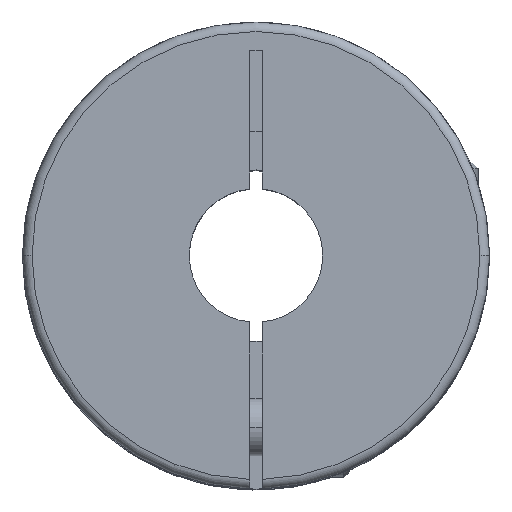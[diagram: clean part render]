
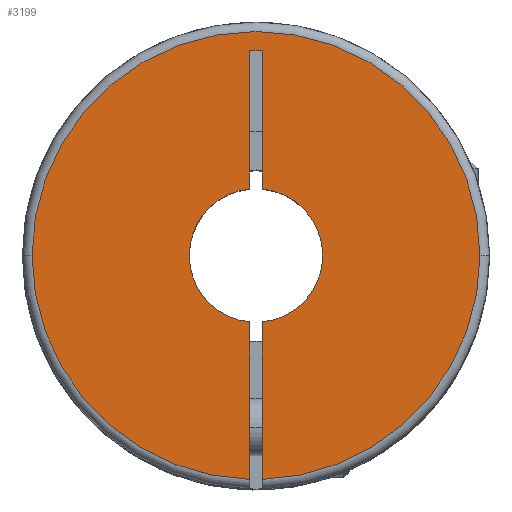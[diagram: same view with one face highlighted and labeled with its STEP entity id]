
A CAD part, top view. The second image highlights one B-rep face of the part: STEP entity #3199.
In plain terms, the highlighted planar face has unit normal (0, 0, 1).
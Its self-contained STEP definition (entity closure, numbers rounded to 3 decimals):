
#4 = CARTESIAN_POINT ( 'NONE',  ( 0., 0., 0. ) ) ;
#5 = CIRCLE ( 'NONE', #3668, 23.5 ) ;
#88 = EDGE_CURVE ( 'NONE', #1287, #751, #3069, .T. ) ;
#99 = DIRECTION ( 'NONE',  ( -1., 0., 0. ) ) ;
#155 = VERTEX_POINT ( 'NONE', #397 ) ;
#169 = ORIENTED_EDGE ( 'NONE', *, *, #3905, .F. ) ;
#245 = VECTOR ( 'NONE', #2301, 1000. ) ;
#329 = VECTOR ( 'NONE', #884, 1000. ) ;
#352 = VERTEX_POINT ( 'NONE', #1631 ) ;
#372 = VERTEX_POINT ( 'NONE', #3802 ) ;
#397 = CARTESIAN_POINT ( 'NONE',  ( -0.65, -6.97, 0. ) ) ;
#449 = DIRECTION ( 'NONE',  ( 0., -1., 0. ) ) ;
#489 = FACE_OUTER_BOUND ( 'NONE', #1811, .T. ) ;
#684 = ORIENTED_EDGE ( 'NONE', *, *, #88, .T. ) ;
#703 = DIRECTION ( 'NONE',  ( -1., 0., 0. ) ) ;
#707 = VERTEX_POINT ( 'NONE', #2549 ) ;
#746 = CARTESIAN_POINT ( 'NONE',  ( 0., 0., 0. ) ) ;
#751 = VERTEX_POINT ( 'NONE', #2268 ) ;
#810 = LINE ( 'NONE', #2324, #329 ) ;
#820 = VECTOR ( 'NONE', #2166, 1000. ) ;
#884 = DIRECTION ( 'NONE',  ( 0., -1., 0. ) ) ;
#891 = CARTESIAN_POINT ( 'NONE',  ( 0.65, -24.5, 0. ) ) ;
#982 = VERTEX_POINT ( 'NONE', #1519 ) ;
#1072 = CARTESIAN_POINT ( 'NONE',  ( 0., 0., 0. ) ) ;
#1108 = VECTOR ( 'NONE', #3415, 1000. ) ;
#1141 = ORIENTED_EDGE ( 'NONE', *, *, #2389, .F. ) ;
#1144 = AXIS2_PLACEMENT_3D ( 'NONE', #1355, #3812, #703 ) ;
#1154 = DIRECTION ( 'NONE',  ( 0., 0., -1. ) ) ;
#1172 = ORIENTED_EDGE ( 'NONE', *, *, #2928, .F. ) ;
#1287 = VERTEX_POINT ( 'NONE', #3301 ) ;
#1289 = DIRECTION ( 'NONE',  ( -1., 0., 0. ) ) ;
#1309 = DIRECTION ( 'NONE',  ( 0., 0., -1. ) ) ;
#1335 = CARTESIAN_POINT ( 'NONE',  ( -7., 0., 0. ) ) ;
#1349 = CARTESIAN_POINT ( 'NONE',  ( 23.5, 0., 0. ) ) ;
#1355 = CARTESIAN_POINT ( 'NONE',  ( 0., 0., 0. ) ) ;
#1483 = CIRCLE ( 'NONE', #3799, 7. ) ;
#1484 = VERTEX_POINT ( 'NONE', #1349 ) ;
#1519 = CARTESIAN_POINT ( 'NONE',  ( 0.65, -23.491, 0. ) ) ;
#1582 = LINE ( 'NONE', #2802, #820 ) ;
#1607 = CARTESIAN_POINT ( 'NONE',  ( -0.65, 21.5, 0. ) ) ;
#1631 = CARTESIAN_POINT ( 'NONE',  ( -0.65, -23.491, 0. ) ) ;
#1642 = CARTESIAN_POINT ( 'NONE',  ( 0.65, -24.5, 0. ) ) ;
#1708 = CARTESIAN_POINT ( 'NONE',  ( 0., 0., 0. ) ) ;
#1743 = AXIS2_PLACEMENT_3D ( 'NONE', #3513, #2551, #449 ) ;
#1757 = ORIENTED_EDGE ( 'NONE', *, *, #2062, .F. ) ;
#1811 = EDGE_LOOP ( 'NONE', ( #2169, #3488, #2532, #2174, #2648, #1757, #1141, #684, #1172, #169, #3703 ) ) ;
#1837 = DIRECTION ( 'NONE',  ( 0., 0., -1. ) ) ;
#1840 = CIRCLE ( 'NONE', #1144, 7. ) ;
#1885 = VERTEX_POINT ( 'NONE', #2632 ) ;
#1907 = LINE ( 'NONE', #1607, #1108 ) ;
#1932 = AXIS2_PLACEMENT_3D ( 'NONE', #1072, #2927, #2575 ) ;
#1945 = DIRECTION ( 'NONE',  ( 0., 0., -1. ) ) ;
#2011 = VERTEX_POINT ( 'NONE', #2926 ) ;
#2062 = EDGE_CURVE ( 'NONE', #2011, #372, #1582, .T. ) ;
#2160 = DIRECTION ( 'NONE',  ( -1., 0., 0. ) ) ;
#2166 = DIRECTION ( 'NONE',  ( -1., 0., 0. ) ) ;
#2169 = ORIENTED_EDGE ( 'NONE', *, *, #3227, .F. ) ;
#2174 = ORIENTED_EDGE ( 'NONE', *, *, #2347, .T. ) ;
#2268 = CARTESIAN_POINT ( 'NONE',  ( 0.65, -6.97, 0. ) ) ;
#2286 = CIRCLE ( 'NONE', #3499, 23.5 ) ;
#2301 = DIRECTION ( 'NONE',  ( 0., 1., 0. ) ) ;
#2307 = PLANE ( 'NONE',  #1743 ) ;
#2324 = CARTESIAN_POINT ( 'NONE',  ( -0.65, 21.5, 0. ) ) ;
#2347 = EDGE_CURVE ( 'NONE', #2401, #707, #1840, .T. ) ;
#2389 = EDGE_CURVE ( 'NONE', #1287, #2011, #2590, .T. ) ;
#2401 = VERTEX_POINT ( 'NONE', #1335 ) ;
#2426 = DIRECTION ( 'NONE',  ( -1., 0., 0. ) ) ;
#2496 = AXIS2_PLACEMENT_3D ( 'NONE', #746, #1309, #1289 ) ;
#2532 = ORIENTED_EDGE ( 'NONE', *, *, #2916, .T. ) ;
#2549 = CARTESIAN_POINT ( 'NONE',  ( -0.65, 6.97, 0. ) ) ;
#2551 = DIRECTION ( 'NONE',  ( 0., 0., -1. ) ) ;
#2575 = DIRECTION ( 'NONE',  ( -1., 0., 0. ) ) ;
#2590 = LINE ( 'NONE', #1642, #245 ) ;
#2632 = CARTESIAN_POINT ( 'NONE',  ( -23.5, 0., 0. ) ) ;
#2648 = ORIENTED_EDGE ( 'NONE', *, *, #3751, .F. ) ;
#2802 = CARTESIAN_POINT ( 'NONE',  ( 0.65, 21.5, 0. ) ) ;
#2916 = EDGE_CURVE ( 'NONE', #155, #2401, #1483, .T. ) ;
#2926 = CARTESIAN_POINT ( 'NONE',  ( 0.65, 21.5, 0. ) ) ;
#2928 = EDGE_CURVE ( 'NONE', #982, #751, #3655, .T. ) ;
#2927 = DIRECTION ( 'NONE',  ( 0., 0., -1. ) ) ;
#3040 = EDGE_CURVE ( 'NONE', #155, #352, #1907, .T. ) ;
#3049 = DIRECTION ( 'NONE',  ( 0., 1., 0. ) ) ;
#3069 = CIRCLE ( 'NONE', #2496, 7. ) ;
#3148 = CIRCLE ( 'NONE', #1932, 23.5 ) ;
#3189 = EDGE_CURVE ( 'NONE', #1885, #1484, #3148, .T. ) ;
#3199 = ADVANCED_FACE ( 'NONE', ( #489 ), #2307, .F. ) ;
#3227 = EDGE_CURVE ( 'NONE', #352, #1885, #2286, .T. ) ;
#3301 = CARTESIAN_POINT ( 'NONE',  ( 0.65, 6.97, 0. ) ) ;
#3415 = DIRECTION ( 'NONE',  ( 0., -1., 0. ) ) ;
#3488 = ORIENTED_EDGE ( 'NONE', *, *, #3040, .F. ) ;
#3499 = AXIS2_PLACEMENT_3D ( 'NONE', #1708, #1945, #99 ) ;
#3513 = CARTESIAN_POINT ( 'NONE',  ( 0., 0., 0. ) ) ;
#3536 = VECTOR ( 'NONE', #3049, 1000. ) ;
#3595 = CARTESIAN_POINT ( 'NONE',  ( 0., 0., 0. ) ) ;
#3655 = LINE ( 'NONE', #891, #3536 ) ;
#3668 = AXIS2_PLACEMENT_3D ( 'NONE', #4, #1837, #2160 ) ;
#3703 = ORIENTED_EDGE ( 'NONE', *, *, #3189, .F. ) ;
#3751 = EDGE_CURVE ( 'NONE', #372, #707, #810, .T. ) ;
#3799 = AXIS2_PLACEMENT_3D ( 'NONE', #3595, #1154, #2426 ) ;
#3802 = CARTESIAN_POINT ( 'NONE',  ( -0.65, 21.5, 0. ) ) ;
#3812 = DIRECTION ( 'NONE',  ( 0., 0., -1. ) ) ;
#3905 = EDGE_CURVE ( 'NONE', #1484, #982, #5, .T. ) ;
